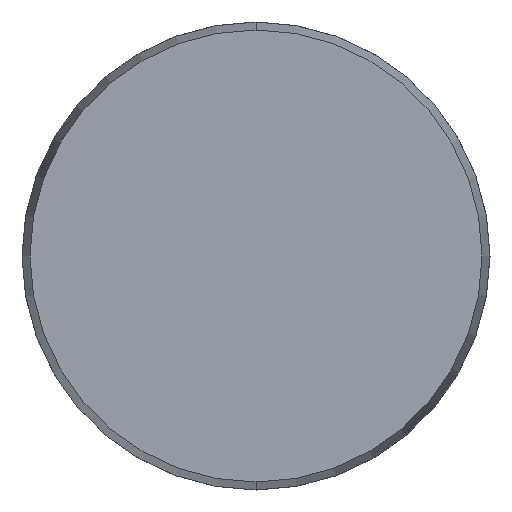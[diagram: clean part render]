
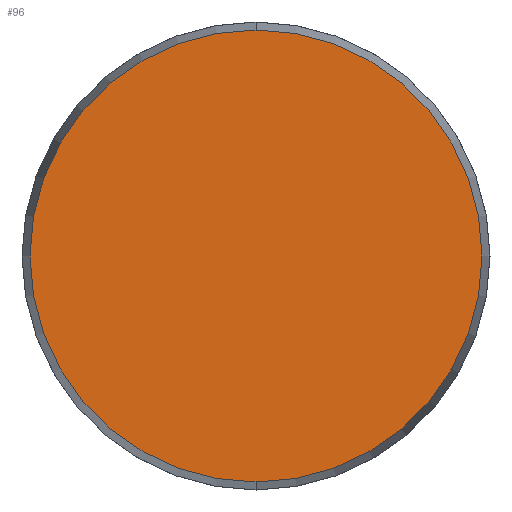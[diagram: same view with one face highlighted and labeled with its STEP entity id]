
A CAD part, front view. The second image highlights one B-rep face of the part: STEP entity #96.
In plain terms, the highlighted planar face has unit normal (0, -1, 0).
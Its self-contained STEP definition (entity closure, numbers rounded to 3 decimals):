
#53 = CIRCLE ( 'NONE', #904, 24.143 ) ;
#96 = ADVANCED_FACE ( 'NONE', ( #701 ), #1016, .F. ) ;
#268 = ORIENTED_EDGE ( 'NONE', *, *, #589, .T. ) ;
#314 = CARTESIAN_POINT ( 'NONE',  ( 0., 0., 24.143 ) ) ;
#337 = DIRECTION ( 'NONE',  ( 0., 0., -1. ) ) ;
#349 = CARTESIAN_POINT ( 'NONE',  ( 0., 0., 0. ) ) ;
#408 = DIRECTION ( 'NONE',  ( 0., -1., 0. ) ) ;
#426 = EDGE_CURVE ( 'NONE', #934, #681, #846, .T. ) ;
#450 = CARTESIAN_POINT ( 'NONE',  ( 0., 0., -24.143 ) ) ;
#457 = DIRECTION ( 'NONE',  ( 0., 1., 0. ) ) ;
#479 = EDGE_LOOP ( 'NONE', ( #268, #563 ) ) ;
#563 = ORIENTED_EDGE ( 'NONE', *, *, #426, .T. ) ;
#589 = EDGE_CURVE ( 'NONE', #681, #934, #53, .T. ) ;
#603 = DIRECTION ( 'NONE',  ( 0., -1., 0. ) ) ;
#616 = CARTESIAN_POINT ( 'NONE',  ( -24.143, 0., 0. ) ) ;
#669 = DIRECTION ( 'NONE',  ( 0., 0., -1. ) ) ;
#670 = AXIS2_PLACEMENT_3D ( 'NONE', #616, #457, #862 ) ;
#681 = VERTEX_POINT ( 'NONE', #314 ) ;
#701 = FACE_OUTER_BOUND ( 'NONE', #479, .T. ) ;
#743 = AXIS2_PLACEMENT_3D ( 'NONE', #899, #408, #337 ) ;
#846 = CIRCLE ( 'NONE', #743, 24.143 ) ;
#862 = DIRECTION ( 'NONE',  ( 0., 0., 1. ) ) ;
#899 = CARTESIAN_POINT ( 'NONE',  ( 0., 0., 0. ) ) ;
#904 = AXIS2_PLACEMENT_3D ( 'NONE', #349, #603, #669 ) ;
#934 = VERTEX_POINT ( 'NONE', #450 ) ;
#1016 = PLANE ( 'NONE',  #670 ) ;
